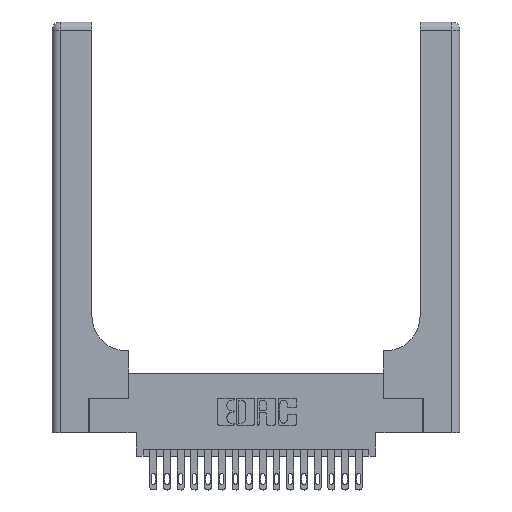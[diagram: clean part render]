
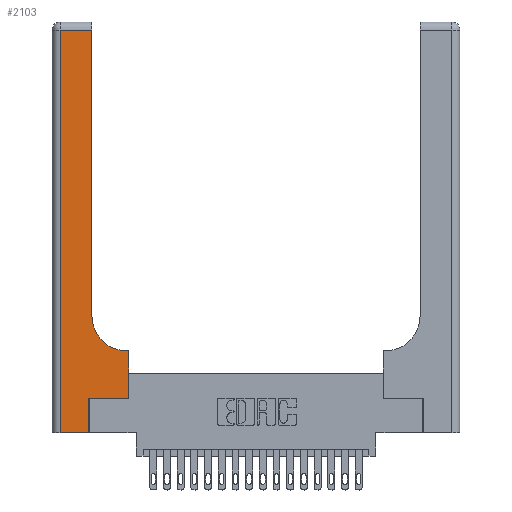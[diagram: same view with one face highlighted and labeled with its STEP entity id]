
A CAD part, top view. The second image highlights one B-rep face of the part: STEP entity #2103.
In plain terms, the highlighted planar face has unit normal (0, 0, 1).
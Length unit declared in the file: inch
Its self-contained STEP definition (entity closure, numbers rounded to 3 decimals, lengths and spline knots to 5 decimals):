
#787 = CARTESIAN_POINT ( 'NONE',  ( 0.5585, 0.25, 0.37 ) ) ;
#925 = CARTESIAN_POINT ( 'NONE',  ( 0.5585, 0.6, 0.37 ) ) ;
#999 = VECTOR ( 'NONE', #20100, 39.37008 ) ;
#1049 = ORIENTED_EDGE ( 'NONE', *, *, #10553, .T. ) ;
#1179 = CARTESIAN_POINT ( 'NONE',  ( 0.2915, 2.94, 0.37 ) ) ;
#1437 = DIRECTION ( 'NONE',  ( 1., 0., 0. ) ) ;
#1708 = EDGE_CURVE ( 'NONE', #10463, #8059, #16265, .T. ) ;
#1921 = VECTOR ( 'NONE', #18709, 39.37008 ) ;
#2037 = ORIENTED_EDGE ( 'NONE', *, *, #8831, .T. ) ;
#2103 = ADVANCED_FACE ( 'NONE', ( #10897 ), #13539, .F. ) ;
#3015 = ORIENTED_EDGE ( 'NONE', *, *, #4833, .T. ) ;
#3056 = DIRECTION ( 'NONE',  ( -1., 0., 0. ) ) ;
#3623 = CARTESIAN_POINT ( 'NONE',  ( 0.269, 0.25, 0.37 ) ) ;
#3692 = LINE ( 'NONE', #3623, #19146 ) ;
#4092 = EDGE_LOOP ( 'NONE', ( #7697, #19274, #16284, #6468, #3015, #18156, #2037, #6476, #1049 ) ) ;
#4568 = VERTEX_POINT ( 'NONE', #6191 ) ;
#4787 = CARTESIAN_POINT ( 'NONE',  ( 0.269, 0., 0.37 ) ) ;
#4833 = EDGE_CURVE ( 'NONE', #14215, #4568, #15874, .T. ) ;
#5387 = LINE ( 'NONE', #20378, #999 ) ;
#5688 = AXIS2_PLACEMENT_3D ( 'NONE', #19368, #12915, #1437 ) ;
#5782 = DIRECTION ( 'NONE',  ( -1., 0., 0. ) ) ;
#6191 = CARTESIAN_POINT ( 'NONE',  ( 0.269, 0.25, 0.37 ) ) ;
#6207 = VECTOR ( 'NONE', #3056, 39.37008 ) ;
#6293 = LINE ( 'NONE', #11935, #20655 ) ;
#6468 = ORIENTED_EDGE ( 'NONE', *, *, #12048, .T. ) ;
#6476 = ORIENTED_EDGE ( 'NONE', *, *, #1708, .T. ) ;
#6576 = VECTOR ( 'NONE', #8825, 39.37008 ) ;
#6881 = LINE ( 'NONE', #12301, #1921 ) ;
#6911 = CARTESIAN_POINT ( 'NONE',  ( 0.269, 0., 0.37 ) ) ;
#6994 = CIRCLE ( 'NONE', #5688, 0.25 ) ;
#7286 = VECTOR ( 'NONE', #8816, 39.37008 ) ;
#7439 = CARTESIAN_POINT ( 'NONE',  ( 0.2915, 0.6, 0.37 ) ) ;
#7697 = ORIENTED_EDGE ( 'NONE', *, *, #19065, .T. ) ;
#8059 = VERTEX_POINT ( 'NONE', #10891 ) ;
#8143 = CARTESIAN_POINT ( 'NONE',  ( 0., 2.94, 0.37 ) ) ;
#8542 = EDGE_CURVE ( 'NONE', #4568, #14652, #3692, .T. ) ;
#8816 = DIRECTION ( 'NONE',  ( -1., 0., 0. ) ) ;
#8825 = DIRECTION ( 'NONE',  ( 0., 1., 0. ) ) ;
#8831 = EDGE_CURVE ( 'NONE', #14652, #10463, #14752, .T. ) ;
#9296 = EDGE_CURVE ( 'NONE', #16024, #20824, #6293, .T. ) ;
#9709 = VERTEX_POINT ( 'NONE', #20196 ) ;
#10463 = VERTEX_POINT ( 'NONE', #925 ) ;
#10553 = EDGE_CURVE ( 'NONE', #8059, #9709, #6994, .T. ) ;
#10891 = CARTESIAN_POINT ( 'NONE',  ( 0.5415, 0.6, 0.37 ) ) ;
#10897 = FACE_OUTER_BOUND ( 'NONE', #4092, .T. ) ;
#11812 = DIRECTION ( 'NONE',  ( 1., 0., 0. ) ) ;
#11935 = CARTESIAN_POINT ( 'NONE',  ( 0.06, 3., 0.37 ) ) ;
#12043 = VECTOR ( 'NONE', #20035, 39.37008 ) ;
#12048 = EDGE_CURVE ( 'NONE', #20824, #14215, #5387, .T. ) ;
#12231 = AXIS2_PLACEMENT_3D ( 'NONE', #18476, #16908, #5782 ) ;
#12301 = CARTESIAN_POINT ( 'NONE',  ( 0.2915, 3., 0.37 ) ) ;
#12915 = DIRECTION ( 'NONE',  ( 0., 0., -1. ) ) ;
#13539 = PLANE ( 'NONE',  #12231 ) ;
#14215 = VERTEX_POINT ( 'NONE', #4787 ) ;
#14352 = CARTESIAN_POINT ( 'NONE',  ( 0.06, 2.94, 0.37 ) ) ;
#14652 = VERTEX_POINT ( 'NONE', #787 ) ;
#14752 = LINE ( 'NONE', #18663, #6576 ) ;
#15874 = LINE ( 'NONE', #6911, #12043 ) ;
#15939 = CARTESIAN_POINT ( 'NONE',  ( 0.06, 0., 0.37 ) ) ;
#16024 = VERTEX_POINT ( 'NONE', #14352 ) ;
#16128 = VERTEX_POINT ( 'NONE', #1179 ) ;
#16265 = LINE ( 'NONE', #7439, #7286 ) ;
#16284 = ORIENTED_EDGE ( 'NONE', *, *, #9296, .T. ) ;
#16336 = EDGE_CURVE ( 'NONE', #16128, #16024, #17750, .T. ) ;
#16908 = DIRECTION ( 'NONE',  ( 0., 0., -1. ) ) ;
#17750 = LINE ( 'NONE', #8143, #6207 ) ;
#18156 = ORIENTED_EDGE ( 'NONE', *, *, #8542, .T. ) ;
#18476 = CARTESIAN_POINT ( 'NONE',  ( 0., 3., 0.37 ) ) ;
#18663 = CARTESIAN_POINT ( 'NONE',  ( 0.5585, 0.25, 0.37 ) ) ;
#18709 = DIRECTION ( 'NONE',  ( 0., 1., 0. ) ) ;
#19065 = EDGE_CURVE ( 'NONE', #9709, #16128, #6881, .T. ) ;
#19146 = VECTOR ( 'NONE', #11812, 39.37008 ) ;
#19274 = ORIENTED_EDGE ( 'NONE', *, *, #16336, .T. ) ;
#19368 = CARTESIAN_POINT ( 'NONE',  ( 0.5415, 0.85, 0.37 ) ) ;
#19886 = DIRECTION ( 'NONE',  ( 0., -1., 0. ) ) ;
#20035 = DIRECTION ( 'NONE',  ( 0., 1., 0. ) ) ;
#20100 = DIRECTION ( 'NONE',  ( 1., 0., 0. ) ) ;
#20196 = CARTESIAN_POINT ( 'NONE',  ( 0.2915, 0.85, 0.37 ) ) ;
#20378 = CARTESIAN_POINT ( 'NONE',  ( 0., 0., 0.37 ) ) ;
#20655 = VECTOR ( 'NONE', #19886, 39.37008 ) ;
#20824 = VERTEX_POINT ( 'NONE', #15939 ) ;
